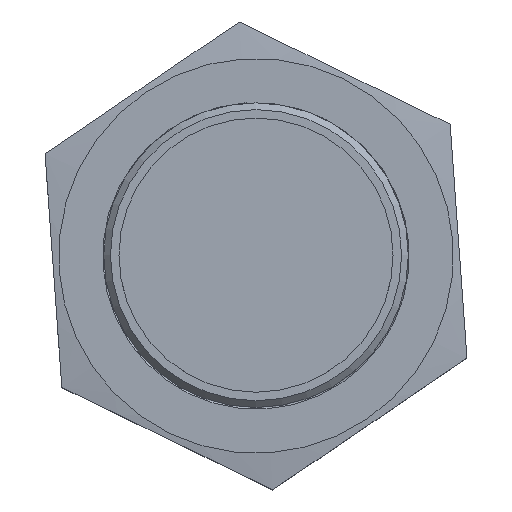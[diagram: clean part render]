
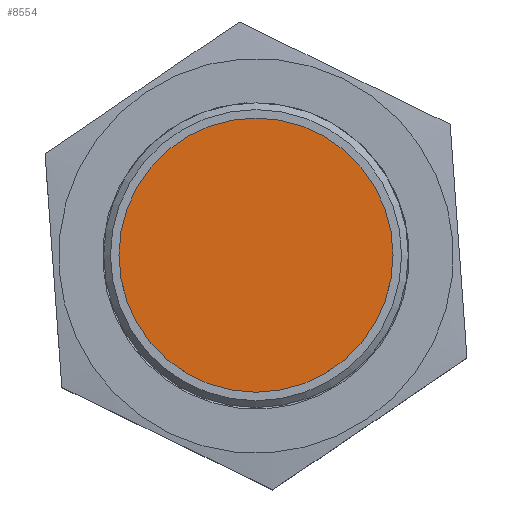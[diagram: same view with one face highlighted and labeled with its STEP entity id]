
A CAD part, top view. The second image highlights one B-rep face of the part: STEP entity #8554.
In plain terms, the highlighted planar face has unit normal (0, 0, 1).
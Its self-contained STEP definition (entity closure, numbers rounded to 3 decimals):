
#510=PLANE('',#9189);
#977=FACE_OUTER_BOUND('',#1463,.T.);
#1463=EDGE_LOOP('',(#5724));
#2891=CIRCLE('',#9188,8.1);
#3373=VERTEX_POINT('',#13909);
#4310=EDGE_CURVE('',#3373,#3373,#2891,.T.);
#5724=ORIENTED_EDGE('',*,*,#4310,.T.);
#8554=ADVANCED_FACE('',(#977),#510,.T.);
#9188=AXIS2_PLACEMENT_3D('',#13910,#10624,#10625);
#9189=AXIS2_PLACEMENT_3D('',#13912,#10627,#10628);
#10624=DIRECTION('center_axis',(0.,0.,1.));
#10625=DIRECTION('ref_axis',(-1.,0.,0.));
#10627=DIRECTION('center_axis',(0.,0.,1.));
#10628=DIRECTION('ref_axis',(1.,0.,0.));
#13909=CARTESIAN_POINT('',(8.1,0.,27.3));
#13910=CARTESIAN_POINT('Origin',(0.,0.,27.3));
#13912=CARTESIAN_POINT('Origin',(0.,0.,27.3));
